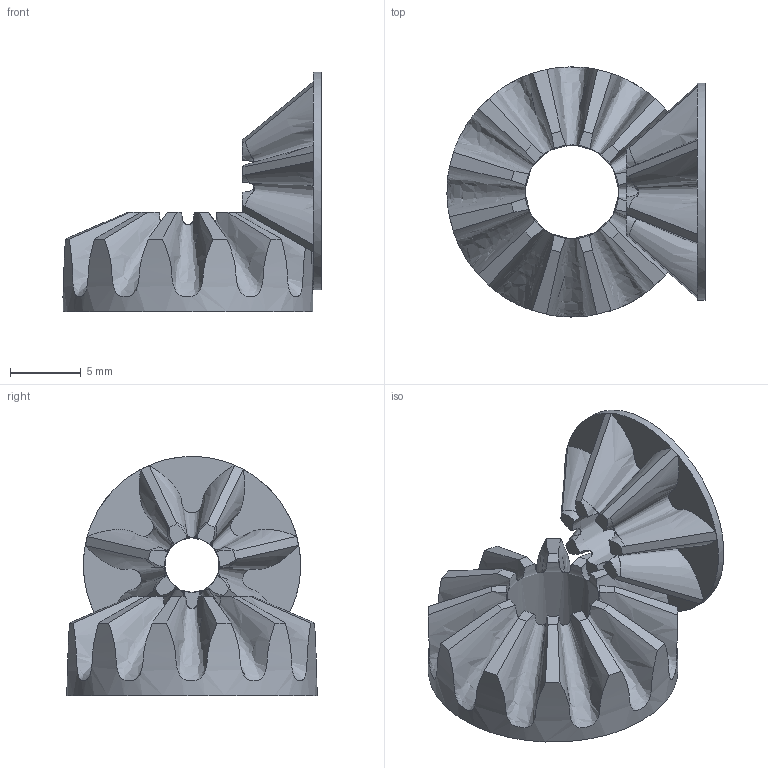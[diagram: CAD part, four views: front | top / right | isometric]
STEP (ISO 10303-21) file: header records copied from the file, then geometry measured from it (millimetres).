
FILE_DESCRIPTION(('FreeCAD Model'),'2;1');
FILE_NAME('Open CASCADE Shape Model','2025-04-17T09:30:05',('FreeCAD'),( 'FreeCAD'),'Open CASCADE STEP processor 7.6','FreeCAD','Unknown');
FILE_SCHEMA(('AUTOMOTIVE_DESIGN { 1 0 10303 214 1 1 1 1 }'));
Products named in the file (1): Open CASCADE STEP translator 7.6 1
Bounding box: 18.23 x 17.66 x 16.89 mm (x, y, z)
Volume: 1299.7 mm3; surface area: 1633.7 mm2
Topology: 2 solids, 2 shells, 71 faces, 206 edges, 138 vertices
Faces by surface type: bspline 71
Entity records: 35872 total; most frequent: CARTESIAN_POINT 34689, ORIENTED_EDGE 412, EDGE_CURVE 206, B_SPLINE_CURVE_WITH_KNOTS 141, VERTEX_POINT 138, FACE_BOUND 74, EDGE_LOOP 74, ADVANCED_FACE 71
